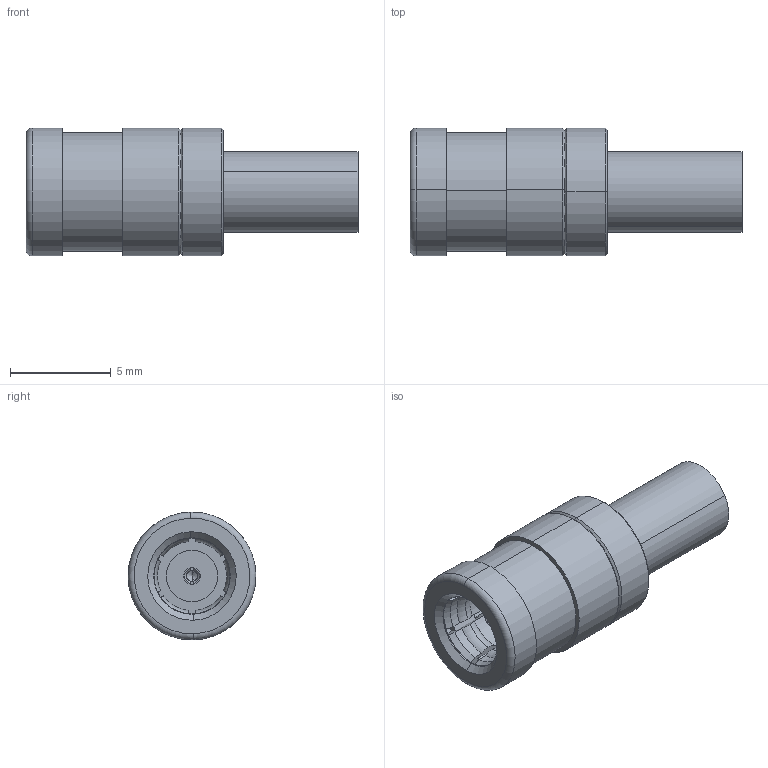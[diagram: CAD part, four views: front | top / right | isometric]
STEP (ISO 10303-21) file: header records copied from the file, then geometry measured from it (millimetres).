
FILE_DESCRIPTION (( 'STEP AP203' ), '1' );
FILE_NAME ('SMB-J-1.5C.STEP', '2025-03-11T08:50:07', ( '' ), ( '' ), 'SwSTEP 2.0', 'SolidWorks 2022', '' );
FILE_SCHEMA (( 'CONFIG_CONTROL_DESIGN' ));
Length unit declared in the file: millimetre
Products named in the file (1): SMB-J-1.5C
Bounding box: 16.5 x 6.35 x 6.35 mm (x, y, z)
Volume: 285.8 mm3; surface area: 652.3 mm2
Topology: 2 solids, 2 shells, 166 faces, 444 edges, 289 vertices
Faces by surface type: plane 64, cylinder 60, cone 28, torus 14
Entity records: 5343 total; most frequent: CARTESIAN_POINT 1054, DIRECTION 910, ORIENTED_EDGE 884, EDGE_CURVE 442, AXIS2_PLACEMENT_3D 353, VERTEX_POINT 289, LINE 204, VECTOR 204
